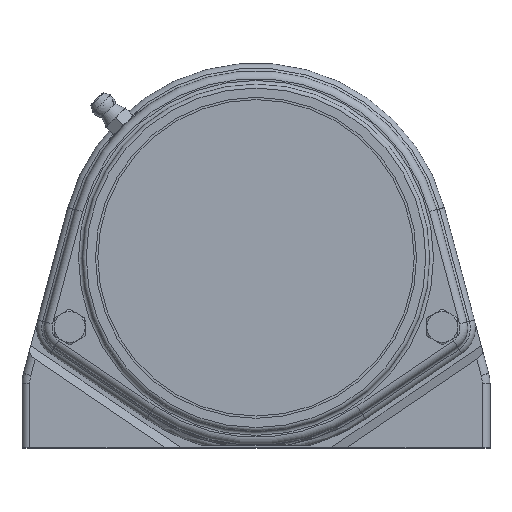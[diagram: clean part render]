
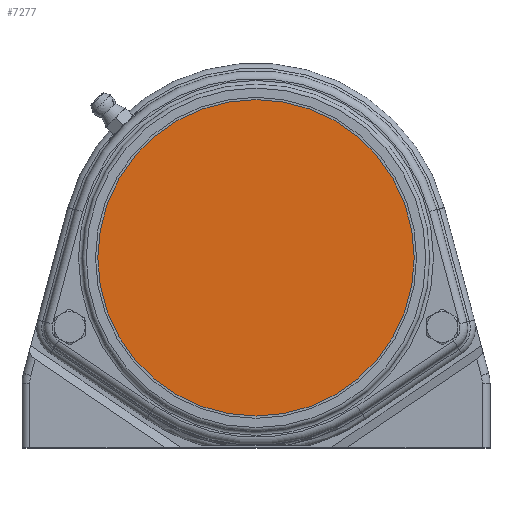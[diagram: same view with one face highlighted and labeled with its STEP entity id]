
A CAD part, top view. The second image highlights one B-rep face of the part: STEP entity #7277.
In plain terms, the highlighted planar face has unit normal (0, 0, 1).
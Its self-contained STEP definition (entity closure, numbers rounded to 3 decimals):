
#1402=PLANE($,#7954);
#1995=FACE_OUTER_BOUND($,#2496,.T.);
#2496=EDGE_LOOP($,(#5841));
#3067=CIRCLE($,#7952,41.);
#3648=VERTEX_POINT($,#12045);
#4438=EDGE_CURVE($,#3648,#3648,#3067,.T.);
#5841=ORIENTED_EDGE($,*,*,#4438,.F.);
#7277=ADVANCED_FACE($,(#1995),#1402,.T.);
#7952=AXIS2_PLACEMENT_3D($,#12046,#9428,#9429);
#7954=AXIS2_PLACEMENT_3D($,#12049,#9432,#9433);
#9428=DIRECTION('center_axis',(0.,0.,
-1.));
#9429=DIRECTION('ref_axis',(-1.,0.,0.));
#9432=DIRECTION('center_axis',(0.,0.,
1.));
#9433=DIRECTION('ref_axis',(-1.,0.,0.));
#12045=CARTESIAN_POINT('',(51.799,11.03,-47.137));
#12046=CARTESIAN_POINT('Origin',(10.799,11.03,-47.137));
#12049=CARTESIAN_POINT('Origin',(10.799,11.03,-47.137));
